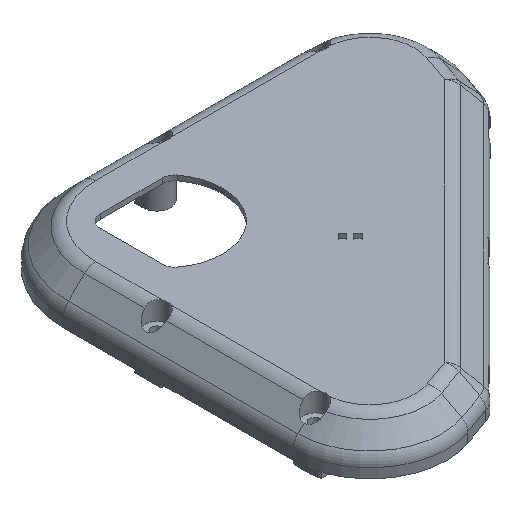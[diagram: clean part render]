
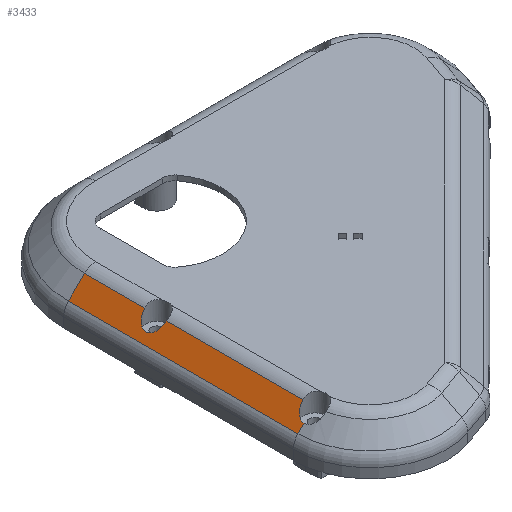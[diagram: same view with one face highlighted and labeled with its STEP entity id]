
A CAD part, isometric view. The second image highlights one B-rep face of the part: STEP entity #3433.
In plain terms, the highlighted planar face has unit normal (-0.707, 0, 0.707).
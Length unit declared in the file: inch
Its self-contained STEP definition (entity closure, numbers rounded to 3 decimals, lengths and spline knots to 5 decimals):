
#39=ELLIPSE('',#3691,0.24749,0.175);
#40=ELLIPSE('',#3693,0.24749,0.175);
#43=ELLIPSE('',#3711,0.24749,0.175);
#158=PLANE('',#3767);
#473=FACE_OUTER_BOUND('',#671,.T.);
#671=EDGE_LOOP('',(#2932,#2933,#2934,#2935,#2936,#2937,#2938,#2939));
#949=LINE('',#5611,#1259);
#961=LINE('',#5656,#1271);
#971=LINE('',#5729,#1281);
#975=LINE('',#5739,#1285);
#976=LINE('',#5742,#1286);
#1259=VECTOR('',#4453,0.3937);
#1271=VECTOR('',#4501,0.3937);
#1281=VECTOR('',#4567,0.3937);
#1285=VECTOR('',#4579,0.3937);
#1286=VECTOR('',#4584,0.3937);
#1706=VERTEX_POINT('',#5409);
#1707=VERTEX_POINT('',#5411);
#1710=VERTEX_POINT('',#5430);
#1728=VERTEX_POINT('',#5555);
#1732=VERTEX_POINT('',#5585);
#1749=VERTEX_POINT('',#5655);
#1766=VERTEX_POINT('',#5724);
#1768=VERTEX_POINT('',#5738);
#2095=EDGE_CURVE('',#1707,#1706,#39,.T.);
#2099=EDGE_CURVE('',#1706,#1710,#40,.T.);
#2124=EDGE_CURVE('',#1728,#1732,#43,.T.);
#2130=EDGE_CURVE('',#1707,#1732,#949,.T.);
#2153=EDGE_CURVE('',#1749,#1728,#961,.T.);
#2183=EDGE_CURVE('',#1749,#1766,#971,.T.);
#2188=EDGE_CURVE('',#1768,#1766,#975,.T.);
#2190=EDGE_CURVE('',#1768,#1710,#976,.T.);
#2932=ORIENTED_EDGE('',*,*,#2095,.T.);
#2933=ORIENTED_EDGE('',*,*,#2099,.T.);
#2934=ORIENTED_EDGE('',*,*,#2190,.F.);
#2935=ORIENTED_EDGE('',*,*,#2188,.T.);
#2936=ORIENTED_EDGE('',*,*,#2183,.F.);
#2937=ORIENTED_EDGE('',*,*,#2153,.T.);
#2938=ORIENTED_EDGE('',*,*,#2124,.T.);
#2939=ORIENTED_EDGE('',*,*,#2130,.F.);
#3433=ADVANCED_FACE('',(#473),#158,.T.);
#3691=AXIS2_PLACEMENT_3D('',#5412,#4396,#4397);
#3693=AXIS2_PLACEMENT_3D('',#5445,#4400,#4401);
#3711=AXIS2_PLACEMENT_3D('',#5600,#4439,#4440);
#3767=AXIS2_PLACEMENT_3D('',#5741,#4582,#4583);
#4396=DIRECTION('center_axis',(0.707,0.,
-0.707));
#4397=DIRECTION('ref_axis',(0.707,0.,0.707));
#4400=DIRECTION('center_axis',(0.707,0.,
-0.707));
#4401=DIRECTION('ref_axis',(0.707,0.,0.707));
#4439=DIRECTION('center_axis',(0.707,0.,
-0.707));
#4440=DIRECTION('ref_axis',(0.707,0.,0.707));
#4453=DIRECTION('',(0.,-1.,0.));
#4501=DIRECTION('',(0.707,0.,0.707));
#4567=DIRECTION('',(0.,1.,0.));
#4579=DIRECTION('',(-0.707,0.,-0.707));
#4582=DIRECTION('center_axis',(-0.707,0.,
0.707));
#4583=DIRECTION('ref_axis',(0.707,0.,0.707));
#4584=DIRECTION('',(0.,-1.,0.));
#5409=CARTESIAN_POINT('',(-1.04103,2.5,0.42522));
#5411=CARTESIAN_POINT('',(-0.88322,2.32585,0.58303));
#5412=CARTESIAN_POINT('Origin',(-0.86603,2.5,0.60022));
#5430=CARTESIAN_POINT('',(-0.88322,2.67415,0.58303));
#5445=CARTESIAN_POINT('Origin',(-0.86603,2.5,0.60022));
#5555=CARTESIAN_POINT('',(-1.04103,0.,0.42522));
#5585=CARTESIAN_POINT('',(-0.88322,0.17415,0.58303));
#5600=CARTESIAN_POINT('Origin',(-0.86603,0.,
0.60022));
#5611=CARTESIAN_POINT('',(-0.88322,2.41563,0.58303));
#5655=CARTESIAN_POINT('',(-1.13678,0.,0.32947));
#5656=CARTESIAN_POINT('',(-1.21,0.,0.25625));
#5724=CARTESIAN_POINT('',(-1.13678,3.625,0.32947));
#5729=CARTESIAN_POINT('',(-1.13678,3.22188,0.32947));
#5738=CARTESIAN_POINT('',(-0.88322,3.625,0.58303));
#5739=CARTESIAN_POINT('',(-0.81,3.625,0.65625));
#5741=CARTESIAN_POINT('Origin',(-1.01,2.81875,0.45625));
#5742=CARTESIAN_POINT('',(-0.88322,2.41563,0.58303));
